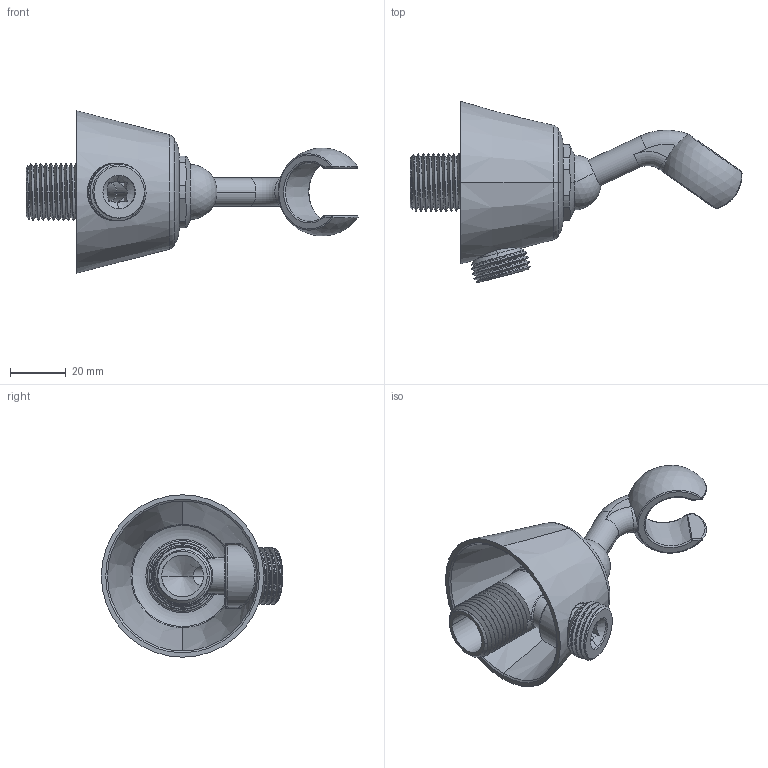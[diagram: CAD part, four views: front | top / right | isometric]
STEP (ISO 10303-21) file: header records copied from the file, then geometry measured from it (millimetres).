
FILE_DESCRIPTION((''),'2;1');
FILE_NAME('288_WEB','2010-11-08T',('ramkumar'),(''),'PRO/ENGINEER BY PARAMETRIC TECHNOLOGY CORPORATION, 2009300','PRO/ENGINEER BY PARAMETRIC TECHNOLOGY CORPORATION, 2009300','');
FILE_SCHEMA(('CONFIG_CONTROL_DESIGN'));
Length unit declared in the file: inch
Products named in the file (1): 288_WEB
Bounding box: 119.45 x 65.22 x 58.42 mm (x, y, z)
Surface area: 25514.1 mm2 (no closed solid volume)
Topology: 0 solids, 5 shells, 222 faces, 546 edges, 332 vertices
Faces by surface type: cylinder 71, bspline 54, plane 40, torus 20, sphere 20, cone 17
Entity records: 14311 total; most frequent: CARTESIAN_POINT 9465, ORIENTED_EDGE 1056, DIRECTION 910, EDGE_CURVE 544, AXIS2_PLACEMENT_3D 377, VERTEX_POINT 332, EDGE_LOOP 232, FACE_OUTER_BOUND 222
